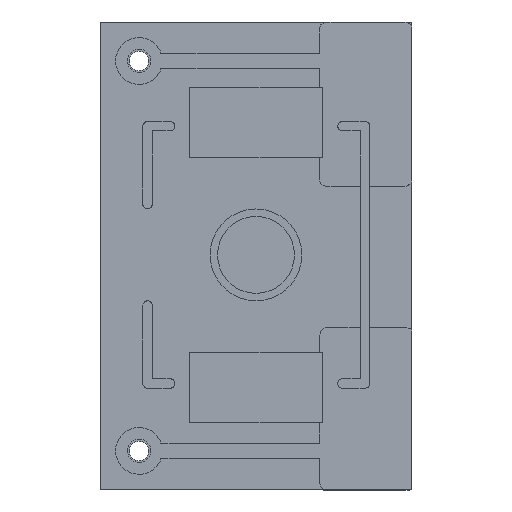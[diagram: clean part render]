
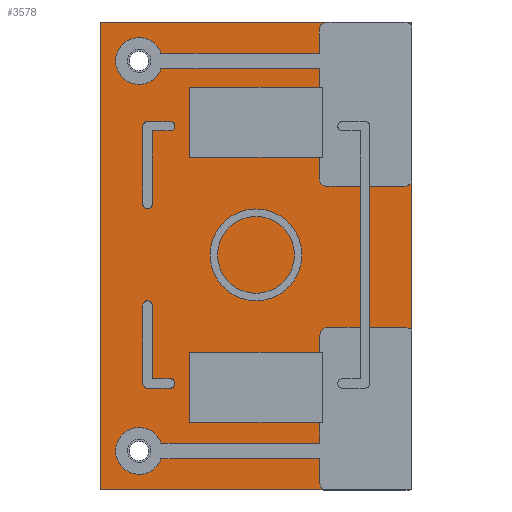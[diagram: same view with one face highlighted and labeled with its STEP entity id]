
A CAD part, top view. The second image highlights one B-rep face of the part: STEP entity #3578.
In plain terms, the highlighted planar face has unit normal (0, 0, 1).
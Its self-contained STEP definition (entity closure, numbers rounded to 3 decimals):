
#3444 = VERTEX_POINT('',#3445);
#3445 = CARTESIAN_POINT('',(2.,-3.,0.91));
#3451 = EDGE_CURVE('',#3444,#3452,#3454,.T.);
#3452 = VERTEX_POINT('',#3453);
#3453 = CARTESIAN_POINT('',(-2.,-3.,0.91));
#3454 = LINE('',#3455,#3456);
#3455 = CARTESIAN_POINT('',(2.,-3.,0.91));
#3456 = VECTOR('',#3457,1.);
#3457 = DIRECTION('',(-1.,0.,0.));
#3484 = VERTEX_POINT('',#3485);
#3485 = CARTESIAN_POINT('',(2.,3.,0.91));
#3491 = EDGE_CURVE('',#3484,#3444,#3492,.T.);
#3492 = LINE('',#3493,#3494);
#3493 = CARTESIAN_POINT('',(2.,3.,0.91));
#3494 = VECTOR('',#3495,1.);
#3495 = DIRECTION('',(0.,-1.,0.));
#3513 = EDGE_CURVE('',#3452,#3514,#3516,.T.);
#3514 = VERTEX_POINT('',#3515);
#3515 = CARTESIAN_POINT('',(-2.,3.,0.91));
#3516 = LINE('',#3517,#3518);
#3517 = CARTESIAN_POINT('',(-2.,-3.,0.91));
#3518 = VECTOR('',#3519,1.);
#3519 = DIRECTION('',(0.,1.,0.));
#3578 = ADVANCED_FACE('',(#3579,#3590,#3601),#3612,.T.);
#3579 = FACE_BOUND('',#3580,.T.);
#3580 = EDGE_LOOP('',(#3581,#3582,#3583,#3589));
#3581 = ORIENTED_EDGE('',*,*,#3451,.F.);
#3582 = ORIENTED_EDGE('',*,*,#3491,.F.);
#3583 = ORIENTED_EDGE('',*,*,#3584,.F.);
#3584 = EDGE_CURVE('',#3514,#3484,#3585,.T.);
#3585 = LINE('',#3586,#3587);
#3586 = CARTESIAN_POINT('',(-2.,3.,0.91));
#3587 = VECTOR('',#3588,1.);
#3588 = DIRECTION('',(1.,0.,0.));
#3589 = ORIENTED_EDGE('',*,*,#3513,.F.);
#3590 = FACE_BOUND('',#3591,.T.);
#3591 = EDGE_LOOP('',(#3592));
#3592 = ORIENTED_EDGE('',*,*,#3593,.T.);
#3593 = EDGE_CURVE('',#3594,#3594,#3596,.T.);
#3594 = VERTEX_POINT('',#3595);
#3595 = CARTESIAN_POINT('',(-1.5,-2.65,0.91));
#3596 = CIRCLE('',#3597,0.15);
#3597 = AXIS2_PLACEMENT_3D('',#3598,#3599,#3600);
#3598 = CARTESIAN_POINT('',(-1.5,-2.5,0.91));
#3599 = DIRECTION('',(-0.,0.,-1.));
#3600 = DIRECTION('',(-0.,-1.,0.));
#3601 = FACE_BOUND('',#3602,.T.);
#3602 = EDGE_LOOP('',(#3603));
#3603 = ORIENTED_EDGE('',*,*,#3604,.T.);
#3604 = EDGE_CURVE('',#3605,#3605,#3607,.T.);
#3605 = VERTEX_POINT('',#3606);
#3606 = CARTESIAN_POINT('',(-1.5,2.35,0.91));
#3607 = CIRCLE('',#3608,0.15);
#3608 = AXIS2_PLACEMENT_3D('',#3609,#3610,#3611);
#3609 = CARTESIAN_POINT('',(-1.5,2.5,0.91));
#3610 = DIRECTION('',(-0.,0.,-1.));
#3611 = DIRECTION('',(-0.,-1.,0.));
#3612 = PLANE('',#3613);
#3613 = AXIS2_PLACEMENT_3D('',#3614,#3615,#3616);
#3614 = CARTESIAN_POINT('',(0.,0.,0.91));
#3615 = DIRECTION('',(0.,0.,1.));
#3616 = DIRECTION('',(1.,0.,-0.));
